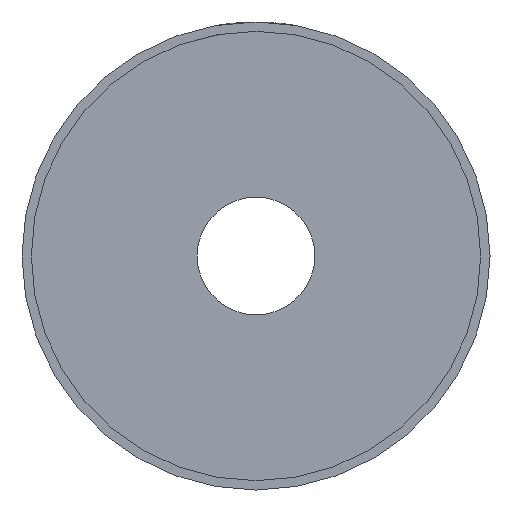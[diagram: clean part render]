
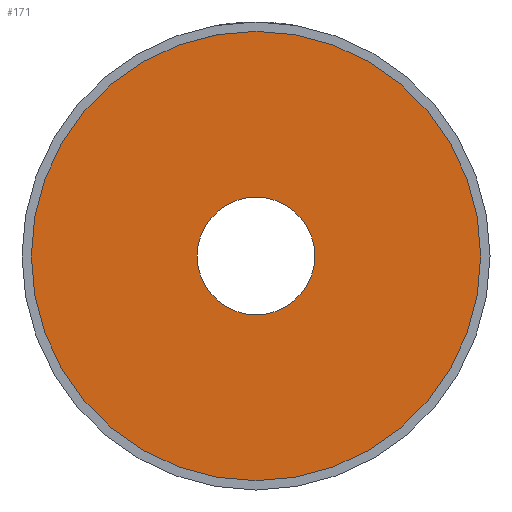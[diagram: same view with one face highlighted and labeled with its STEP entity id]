
A CAD part, front view. The second image highlights one B-rep face of the part: STEP entity #171.
In plain terms, the highlighted planar face has unit normal (0, -1, 0).
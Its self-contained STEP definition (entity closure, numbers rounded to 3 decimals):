
#20=FACE_BOUND('',#53,.T.);
#29=CIRCLE('',#200,22.);
#31=CIRCLE('',#203,84.);
#40=FACE_OUTER_BOUND('',#52,.T.);
#52=EDGE_LOOP('',(#145));
#53=EDGE_LOOP('',(#146));
#90=VERTEX_POINT('',#292);
#92=VERTEX_POINT('',#298);
#108=EDGE_CURVE('',#90,#90,#29,.T.);
#112=EDGE_CURVE('',#92,#92,#31,.T.);
#145=ORIENTED_EDGE('',*,*,#112,.F.);
#146=ORIENTED_EDGE('',*,*,#108,.T.);
#162=PLANE('',#204);
#171=ADVANCED_FACE('',(#40,#20),#162,.F.);
#200=AXIS2_PLACEMENT_3D('',#293,#242,#243);
#203=AXIS2_PLACEMENT_3D('',#300,#250,#251);
#204=AXIS2_PLACEMENT_3D('',#301,#252,#253);
#242=DIRECTION('center_axis',(0.,1.,0.));
#243=DIRECTION('ref_axis',(1.,0.,0.));
#250=DIRECTION('center_axis',(0.,1.,0.));
#251=DIRECTION('ref_axis',(1.,0.,0.));
#252=DIRECTION('center_axis',(0.,1.,0.));
#253=DIRECTION('ref_axis',(1.,0.,0.));
#292=CARTESIAN_POINT('',(-22.,13.208,0.));
#293=CARTESIAN_POINT('Origin',(0.,13.208,0.));
#298=CARTESIAN_POINT('',(-84.,13.208,0.));
#300=CARTESIAN_POINT('Origin',(0.,13.208,0.));
#301=CARTESIAN_POINT('Origin',(0.,13.208,0.));
